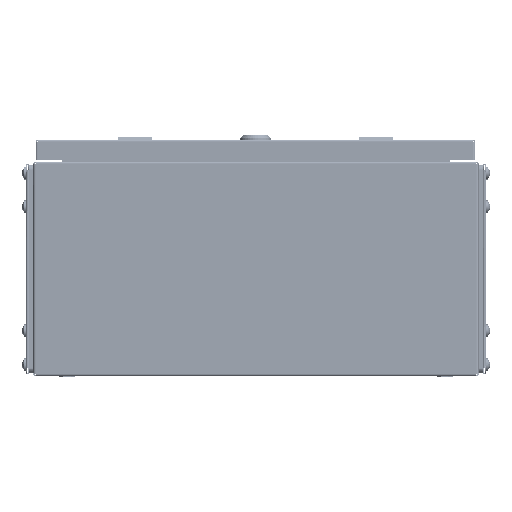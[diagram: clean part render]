
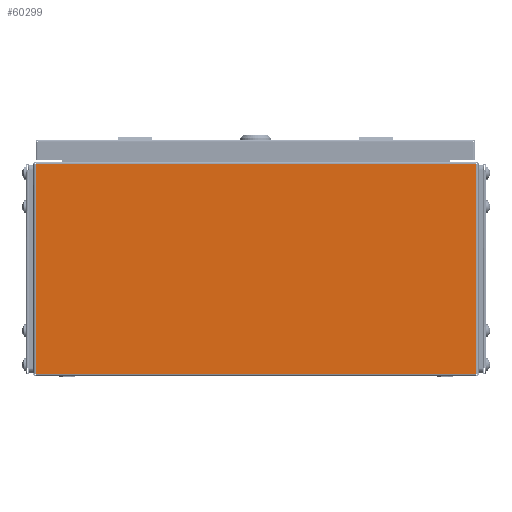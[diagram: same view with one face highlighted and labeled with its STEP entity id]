
A CAD part, left-side view. The second image highlights one B-rep face of the part: STEP entity #60299.
In plain terms, the highlighted planar face has unit normal (-1, 0, 0).
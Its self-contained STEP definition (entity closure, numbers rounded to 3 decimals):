
#220 = CARTESIAN_POINT ( 'NONE',  ( -200., 195.5, 1. ) ) ;
#505 = LINE ( 'NONE', #59902, #40648 ) ;
#5128 = DIRECTION ( 'NONE',  ( 0., 0., 1. ) ) ;
#14822 = LINE ( 'NONE', #220, #48943 ) ;
#15827 = CARTESIAN_POINT ( 'NONE',  ( -200., 195.5, 187.5 ) ) ;
#17657 = FACE_OUTER_BOUND ( 'NONE', #29369, .T. ) ;
#23311 = CARTESIAN_POINT ( 'NONE',  ( -200., -195.5, 1. ) ) ;
#23676 = DIRECTION ( 'NONE',  ( 1., 0., 0. ) ) ;
#23853 = ORIENTED_EDGE ( 'NONE', *, *, #40575, .T. ) ;
#25463 = CARTESIAN_POINT ( 'NONE',  ( -200., -195.5, 187.5 ) ) ;
#26736 = DIRECTION ( 'NONE',  ( 0., 0., -1. ) ) ;
#28653 = VECTOR ( 'NONE', #66557, 1000. ) ;
#28678 = CARTESIAN_POINT ( 'NONE',  ( -200., 195.5, 1. ) ) ;
#29369 = EDGE_LOOP ( 'NONE', ( #51644, #23853, #62568, #30979 ) ) ;
#29515 = VECTOR ( 'NONE', #5128, 1000. ) ;
#29878 = AXIS2_PLACEMENT_3D ( 'NONE', #30139, #23676, #31412 ) ;
#30139 = CARTESIAN_POINT ( 'NONE',  ( -200., 0., 0. ) ) ;
#30979 = ORIENTED_EDGE ( 'NONE', *, *, #74157, .T. ) ;
#31412 = DIRECTION ( 'NONE',  ( 0., 0., -1. ) ) ;
#39371 = DIRECTION ( 'NONE',  ( 0., 1., 0. ) ) ;
#40256 = LINE ( 'NONE', #85106, #28653 ) ;
#40575 = EDGE_CURVE ( 'NONE', #47808, #46104, #505, .T. ) ;
#40648 = VECTOR ( 'NONE', #26736, 1000. ) ;
#43470 = PLANE ( 'NONE',  #29878 ) ;
#46104 = VERTEX_POINT ( 'NONE', #28678 ) ;
#47808 = VERTEX_POINT ( 'NONE', #15827 ) ;
#48943 = VECTOR ( 'NONE', #39371, 1000. ) ;
#50760 = LINE ( 'NONE', #63698, #29515 ) ;
#51644 = ORIENTED_EDGE ( 'NONE', *, *, #82266, .T. ) ;
#55492 = VERTEX_POINT ( 'NONE', #25463 ) ;
#59902 = CARTESIAN_POINT ( 'NONE',  ( -200., 195.5, 0. ) ) ;
#60299 = ADVANCED_FACE ( 'NONE', ( #17657 ), #43470, .F. ) ;
#60526 = EDGE_CURVE ( 'NONE', #78999, #46104, #14822, .T. ) ;
#62568 = ORIENTED_EDGE ( 'NONE', *, *, #60526, .F. ) ;
#63698 = CARTESIAN_POINT ( 'NONE',  ( -200., -195.5, 0. ) ) ;
#66557 = DIRECTION ( 'NONE',  ( 0., 1., 0. ) ) ;
#74157 = EDGE_CURVE ( 'NONE', #78999, #55492, #50760, .T. ) ;
#78999 = VERTEX_POINT ( 'NONE', #23311 ) ;
#82266 = EDGE_CURVE ( 'NONE', #55492, #47808, #40256, .T. ) ;
#85106 = CARTESIAN_POINT ( 'NONE',  ( -200., -195.5, 187.5 ) ) ;
